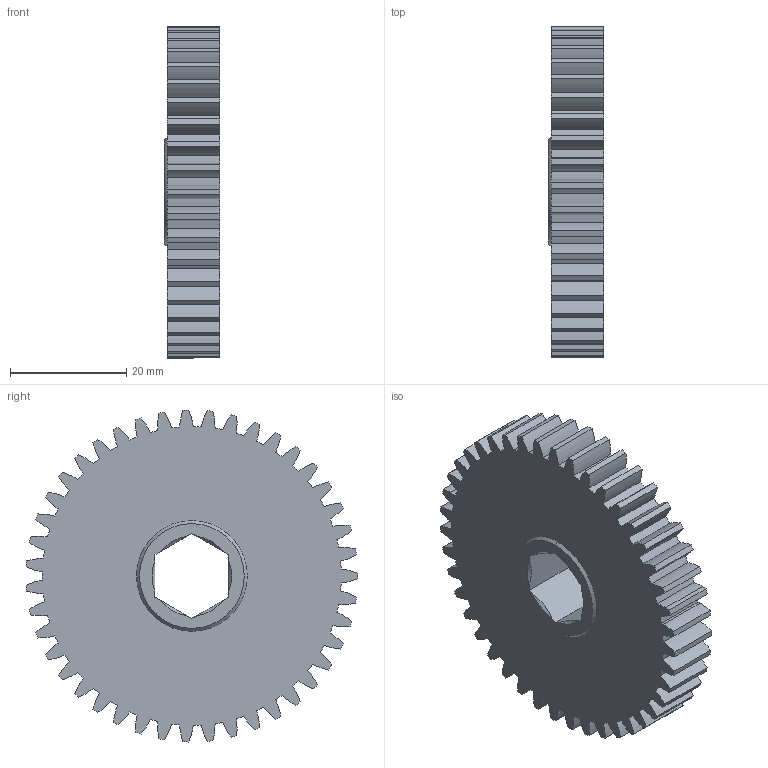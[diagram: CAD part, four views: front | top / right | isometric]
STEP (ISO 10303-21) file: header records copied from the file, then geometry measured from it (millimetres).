
FILE_DESCRIPTION (( 'STEP AP214' ), '1' );
FILE_NAME ('am-2565 43T 500 hex Gear.STEP', '2014-02-06T22:16:21', ( '' ), ( '' ), 'SwSTEP 2.0', 'SolidWorks 2010', '' );
FILE_SCHEMA (( 'AUTOMOTIVE_DESIGN' ));
Length unit declared in the file: inch
Products named in the file (1): am-2565 43T 500 hex Gear
Bounding box: 9.47 x 57.11 x 57.14 mm (x, y, z)
Volume: 19461.1 mm3; surface area: 7947.6 mm2
Topology: 1 solids, 1 shells, 193 faces, 570 edges, 380 vertices
Faces by surface type: cylinder 176, plane 9, cone 8
Entity records: 6744 total; most frequent: DIRECTION 1314, CARTESIAN_POINT 1190, ORIENTED_EDGE 1140, EDGE_CURVE 570, AXIS2_PLACEMENT_3D 556, VERTEX_POINT 380, CIRCLE 362, VECTOR 202
